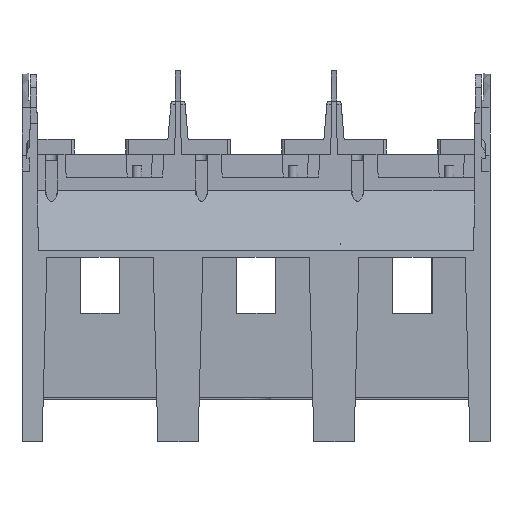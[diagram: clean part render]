
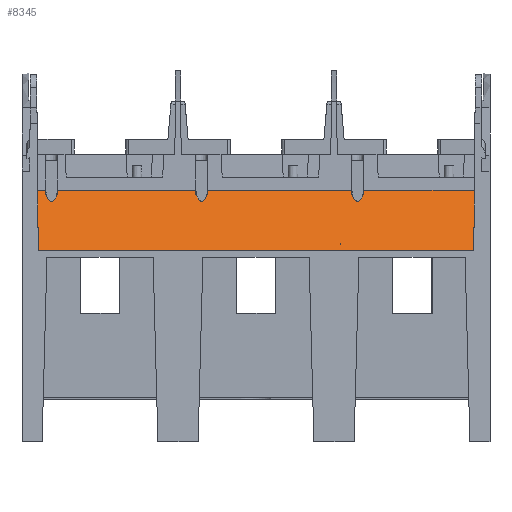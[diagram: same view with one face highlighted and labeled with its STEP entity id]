
A CAD part, front view. The second image highlights one B-rep face of the part: STEP entity #8345.
In plain terms, the highlighted planar face has unit normal (0, -0.906, 0.423).
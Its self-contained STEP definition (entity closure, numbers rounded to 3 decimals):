
#6915=ELLIPSE('',#27009,2.926,1.236);
#6916=ELLIPSE('',#27010,2.926,1.236);
#6917=ELLIPSE('',#27011,2.926,1.236);
#8345=ADVANCED_FACE('',(#9877),#9148,.T.);
#9148=PLANE('',#27012);
#9877=FACE_OUTER_BOUND('',#10938,.T.);
#10938=EDGE_LOOP('',(#14020,#14021,#14022,#14023,#14024,#14025,#14026,#14027,
#14028,#14029,#14030,#14031,#14032,#14033,#14034,#14035));
#14020=ORIENTED_EDGE('',*,*,#20718,.F.);
#14021=ORIENTED_EDGE('',*,*,#19104,.T.);
#14022=ORIENTED_EDGE('',*,*,#20719,.F.);
#14023=ORIENTED_EDGE('',*,*,#19464,.F.);
#14024=ORIENTED_EDGE('',*,*,#20720,.F.);
#14025=ORIENTED_EDGE('',*,*,#20721,.F.);
#14026=ORIENTED_EDGE('',*,*,#20722,.T.);
#14027=ORIENTED_EDGE('',*,*,#20723,.T.);
#14028=ORIENTED_EDGE('',*,*,#20724,.F.);
#14029=ORIENTED_EDGE('',*,*,#20725,.F.);
#14030=ORIENTED_EDGE('',*,*,#20726,.T.);
#14031=ORIENTED_EDGE('',*,*,#20727,.F.);
#14032=ORIENTED_EDGE('',*,*,#20728,.F.);
#14033=ORIENTED_EDGE('',*,*,#20729,.F.);
#14034=ORIENTED_EDGE('',*,*,#20730,.T.);
#14035=ORIENTED_EDGE('',*,*,#20731,.T.);
#17190=VERTEX_POINT('',#32780);
#17191=VERTEX_POINT('',#32781);
#17522=VERTEX_POINT('',#33542);
#17523=VERTEX_POINT('',#33544);
#18462=VERTEX_POINT('',#36341);
#18463=VERTEX_POINT('',#36344);
#18464=VERTEX_POINT('',#36346);
#18465=VERTEX_POINT('',#36348);
#18466=VERTEX_POINT('',#36350);
#18467=VERTEX_POINT('',#36352);
#18468=VERTEX_POINT('',#36354);
#18469=VERTEX_POINT('',#36356);
#18470=VERTEX_POINT('',#36358);
#18471=VERTEX_POINT('',#36360);
#18472=VERTEX_POINT('',#36362);
#18473=VERTEX_POINT('',#36364);
#19104=EDGE_CURVE('',#17190,#17191,#21858,.T.);
#19464=EDGE_CURVE('',#17522,#17523,#22163,.T.);
#20718=EDGE_CURVE('',#17190,#18462,#23091,.T.);
#20719=EDGE_CURVE('',#17523,#17191,#23092,.T.);
#20720=EDGE_CURVE('',#18463,#17522,#23093,.T.);
#20721=EDGE_CURVE('',#18464,#18463,#23094,.T.);
#20722=EDGE_CURVE('',#18464,#18465,#23095,.T.);
#20723=EDGE_CURVE('',#18465,#18466,#6915,.T.);
#20724=EDGE_CURVE('',#18467,#18466,#23096,.T.);
#20725=EDGE_CURVE('',#18468,#18467,#23097,.T.);
#20726=EDGE_CURVE('',#18468,#18469,#23098,.T.);
#20727=EDGE_CURVE('',#18470,#18469,#6916,.T.);
#20728=EDGE_CURVE('',#18471,#18470,#23099,.T.);
#20729=EDGE_CURVE('',#18472,#18471,#23100,.T.);
#20730=EDGE_CURVE('',#18472,#18473,#23101,.T.);
#20731=EDGE_CURVE('',#18473,#18462,#6917,.T.);
#21858=LINE('',#32779,#24060);
#22163=LINE('',#33543,#24365);
#23091=LINE('',#36340,#25293);
#23092=LINE('',#36342,#25294);
#23093=LINE('',#36343,#25295);
#23094=LINE('',#36345,#25296);
#23095=LINE('',#36347,#25297);
#23096=LINE('',#36351,#25298);
#23097=LINE('',#36353,#25299);
#23098=LINE('',#36355,#25300);
#23099=LINE('',#36359,#25301);
#23100=LINE('',#36361,#25302);
#23101=LINE('',#36363,#25303);
#24060=VECTOR('',#27702,1.);
#24365=VECTOR('',#28211,1.);
#25293=VECTOR('',#30427,1.);
#25294=VECTOR('',#30428,1.);
#25295=VECTOR('',#30429,1.);
#25296=VECTOR('',#30430,1.);
#25297=VECTOR('',#30431,1.);
#25298=VECTOR('',#30434,1.);
#25299=VECTOR('',#30435,1.);
#25300=VECTOR('',#30436,1.);
#25301=VECTOR('',#30439,1.);
#25302=VECTOR('',#30440,1.);
#25303=VECTOR('',#30441,1.);
#27009=AXIS2_PLACEMENT_3D('',#36349,#30432,#30433);
#27010=AXIS2_PLACEMENT_3D('',#36357,#30437,#30438);
#27011=AXIS2_PLACEMENT_3D('',#36365,#30442,#30443);
#27012=AXIS2_PLACEMENT_3D('',#36366,#30444,#30445);
#27702=DIRECTION('',(-1.,0.,0.));
#28211=DIRECTION('',(-1.,0.,0.));
#30427=DIRECTION('',(-0.008,0.423,0.906));
#30428=DIRECTION('',(-0.008,0.423,0.906));
#30429=DIRECTION('',(-0.008,-0.423,-0.906));
#30430=DIRECTION('',(1.,0.,0.));
#30431=DIRECTION('',(0.008,0.423,0.906));
#30432=DIRECTION('',(0.,0.906,-0.423));
#30433=DIRECTION('',(0.,0.423,0.906));
#30434=DIRECTION('',(-0.008,0.423,0.906));
#30435=DIRECTION('',(1.,0.,0.));
#30436=DIRECTION('',(0.008,0.423,0.906));
#30437=DIRECTION('',(0.,-0.906,0.423));
#30438=DIRECTION('',(0.,0.423,0.906));
#30439=DIRECTION('',(-0.008,0.423,0.906));
#30440=DIRECTION('',(1.,0.,0.));
#30441=DIRECTION('',(0.008,0.423,0.906));
#30442=DIRECTION('',(0.,0.906,-0.423));
#30443=DIRECTION('',(0.,0.423,0.906));
#30444=DIRECTION('',(0.,-0.906,0.423));
#30445=DIRECTION('',(0.,0.423,0.906));
#32779=CARTESIAN_POINT('',(32.35,6.985,53.2));
#32780=CARTESIAN_POINT('',(5.016,6.985,53.2));
#32781=CARTESIAN_POINT('',(3.316,6.985,53.2));
#33542=CARTESIAN_POINT('',(95.573,1.06,40.496));
#33543=CARTESIAN_POINT('',(32.35,1.06,40.496));
#33544=CARTESIAN_POINT('',(3.427,1.06,40.496));
#36340=CARTESIAN_POINT('',(5.098,2.603,43.805));
#36341=CARTESIAN_POINT('',(5.014,7.113,53.475));
#36342=CARTESIAN_POINT('',(3.398,2.598,43.792));
#36343=CARTESIAN_POINT('',(95.941,20.727,82.67));
#36344=CARTESIAN_POINT('',(95.684,6.985,53.2));
#36345=CARTESIAN_POINT('',(32.35,6.985,53.2));
#36346=CARTESIAN_POINT('',(72.234,6.985,53.2));
#36347=CARTESIAN_POINT('',(72.151,2.562,43.715));
#36348=CARTESIAN_POINT('',(72.236,7.113,53.475));
#36349=CARTESIAN_POINT('',(71.,7.136,53.524));
#36350=CARTESIAN_POINT('',(69.764,7.113,53.475));
#36351=CARTESIAN_POINT('',(69.744,8.192,55.788));
#36352=CARTESIAN_POINT('',(69.766,6.985,53.2));
#36353=CARTESIAN_POINT('',(32.35,6.985,53.2));
#36354=CARTESIAN_POINT('',(39.234,6.985,53.2));
#36355=CARTESIAN_POINT('',(39.153,2.672,43.951));
#36356=CARTESIAN_POINT('',(39.236,7.113,53.475));
#36357=CARTESIAN_POINT('',(38.,7.136,53.524));
#36358=CARTESIAN_POINT('',(36.764,7.113,53.475));
#36359=CARTESIAN_POINT('',(36.744,8.192,55.788));
#36360=CARTESIAN_POINT('',(36.766,6.985,53.2));
#36361=CARTESIAN_POINT('',(32.35,6.985,53.2));
#36362=CARTESIAN_POINT('',(7.484,6.985,53.2));
#36363=CARTESIAN_POINT('',(7.506,8.189,55.784));
#36364=CARTESIAN_POINT('',(7.486,7.113,53.475));
#36365=CARTESIAN_POINT('',(6.25,7.136,53.524));
#36366=CARTESIAN_POINT('',(32.35,2.695,44.));
